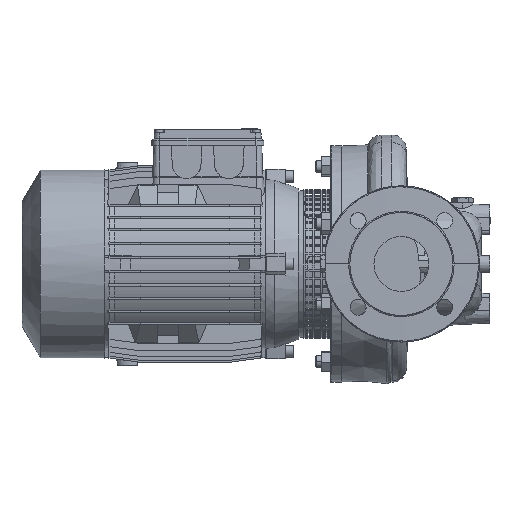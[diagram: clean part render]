
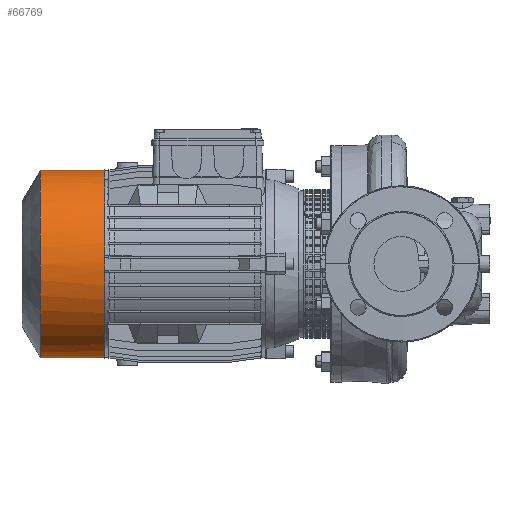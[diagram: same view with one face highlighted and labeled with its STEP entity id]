
A CAD part, left-side view. The second image highlights one B-rep face of the part: STEP entity #66769.
In plain terms, the highlighted cylindrical face has radius 111.3 mm (diameter 222.6 mm), a partial arc.
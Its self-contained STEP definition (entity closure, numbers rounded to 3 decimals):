
#631 = EDGE_CURVE ( 'NONE', #142120, #15374, #73183, .T. ) ;
#3923 = DIRECTION ( 'NONE',  ( 0., 0., 1. ) ) ;
#4804 = EDGE_CURVE ( 'NONE', #83079, #95240, #132034, .T. ) ;
#6557 = EDGE_CURVE ( 'NONE', #15374, #83079, #29284, .T. ) ;
#8298 = AXIS2_PLACEMENT_3D ( 'NONE', #165775, #178426, #54687 ) ;
#13790 = DIRECTION ( 'NONE',  ( 0., 0., 1. ) ) ;
#15374 = VERTEX_POINT ( 'NONE', #163805 ) ;
#15579 = DIRECTION ( 'NONE',  ( 0., 0., 1. ) ) ;
#16441 = ORIENTED_EDGE ( 'NONE', *, *, #6557, .F. ) ;
#17415 = EDGE_CURVE ( 'NONE', #111300, #87313, #113211, .T. ) ;
#22394 = CARTESIAN_POINT ( 'NONE',  ( 0., -111.3, -95. ) ) ;
#27498 = CARTESIAN_POINT ( 'NONE',  ( 0., 0., -191.8 ) ) ;
#29284 = CIRCLE ( 'NONE', #121605, 111.3 ) ;
#29727 = VERTEX_POINT ( 'NONE', #152765 ) ;
#31782 = CARTESIAN_POINT ( 'NONE',  ( 0., 0., -95. ) ) ;
#36373 = ORIENTED_EDGE ( 'NONE', *, *, #631, .F. ) ;
#36376 = CARTESIAN_POINT ( 'NONE',  ( -111.044, 7.543, -95. ) ) ;
#44446 = DIRECTION ( 'NONE',  ( 0., -1., 0. ) ) ;
#45311 = LINE ( 'NONE', #139323, #139605 ) ;
#51675 = EDGE_LOOP ( 'NONE', ( #168547, #123775, #169234, #134604, #57277, #94998, #16441, #36373 ) ) ;
#52681 = DIRECTION ( 'NONE',  ( 0., 0., 1. ) ) ;
#53227 = EDGE_CURVE ( 'NONE', #29727, #87313, #83187, .T. ) ;
#54687 = DIRECTION ( 'NONE',  ( 0., -1., 0. ) ) ;
#56918 = CARTESIAN_POINT ( 'NONE',  ( 0., 0., -95. ) ) ;
#56992 = AXIS2_PLACEMENT_3D ( 'NONE', #31782, #15579, #44446 ) ;
#57277 = ORIENTED_EDGE ( 'NONE', *, *, #115417, .F. ) ;
#61548 = CARTESIAN_POINT ( 'NONE',  ( -111.044, -7.543, -95. ) ) ;
#64888 = CARTESIAN_POINT ( 'NONE',  ( 0., -111.3, -171.176 ) ) ;
#66769 = ADVANCED_FACE ( 'NONE', ( #152136 ), #151240, .T. ) ;
#67968 = CARTESIAN_POINT ( 'NONE',  ( 0., 0., -171.176 ) ) ;
#69552 = DIRECTION ( 'NONE',  ( 0., 0., 1. ) ) ;
#73183 = CIRCLE ( 'NONE', #128035, 111.3 ) ;
#83079 = VERTEX_POINT ( 'NONE', #36376 ) ;
#83187 = CIRCLE ( 'NONE', #160670, 111.3 ) ;
#87313 = VERTEX_POINT ( 'NONE', #22394 ) ;
#90650 = CARTESIAN_POINT ( 'NONE',  ( 0., 0., -95. ) ) ;
#94116 = VERTEX_POINT ( 'NONE', #100835 ) ;
#94998 = ORIENTED_EDGE ( 'NONE', *, *, #4804, .F. ) ;
#95240 = VERTEX_POINT ( 'NONE', #61548 ) ;
#100835 = CARTESIAN_POINT ( 'NONE',  ( 0., 111.3, -171.176 ) ) ;
#106875 = EDGE_CURVE ( 'NONE', #94116, #142120, #45311, .T. ) ;
#107788 = DIRECTION ( 'NONE',  ( 0., -1., 0. ) ) ;
#111300 = VERTEX_POINT ( 'NONE', #64888 ) ;
#111479 = DIRECTION ( 'NONE',  ( 0., -1., 0. ) ) ;
#113211 = LINE ( 'NONE', #170922, #141914 ) ;
#115417 = EDGE_CURVE ( 'NONE', #95240, #29727, #120866, .T. ) ;
#120866 = CIRCLE ( 'NONE', #8298, 111.3 ) ;
#121605 = AXIS2_PLACEMENT_3D ( 'NONE', #90650, #52681, #107788 ) ;
#123092 = DIRECTION ( 'NONE',  ( 0., -1., 0. ) ) ;
#123141 = CARTESIAN_POINT ( 'NONE',  ( 0., 111.3, -95. ) ) ;
#123775 = ORIENTED_EDGE ( 'NONE', *, *, #155964, .T. ) ;
#128035 = AXIS2_PLACEMENT_3D ( 'NONE', #56918, #69552, #168870 ) ;
#128062 = CIRCLE ( 'NONE', #151137, 111.3 ) ;
#132034 = CIRCLE ( 'NONE', #56992, 111.3 ) ;
#133241 = DIRECTION ( 'NONE',  ( 0., -1., 0. ) ) ;
#134124 = CARTESIAN_POINT ( 'NONE',  ( 0., 0., -95. ) ) ;
#134604 = ORIENTED_EDGE ( 'NONE', *, *, #53227, .F. ) ;
#137514 = DIRECTION ( 'NONE',  ( 0., 0., 1. ) ) ;
#137685 = DIRECTION ( 'NONE',  ( 0., 0., 1. ) ) ;
#139323 = CARTESIAN_POINT ( 'NONE',  ( 0., 111.3, -191.8 ) ) ;
#139605 = VECTOR ( 'NONE', #137514, 1000. ) ;
#141914 = VECTOR ( 'NONE', #3923, 1000. ) ;
#142120 = VERTEX_POINT ( 'NONE', #123141 ) ;
#151137 = AXIS2_PLACEMENT_3D ( 'NONE', #67968, #13790, #123092 ) ;
#151240 = CYLINDRICAL_SURFACE ( 'NONE', #163853, 111.3 ) ;
#152136 = FACE_OUTER_BOUND ( 'NONE', #51675, .T. ) ;
#152765 = CARTESIAN_POINT ( 'NONE',  ( -7.543, -111.044, -95. ) ) ;
#155964 = EDGE_CURVE ( 'NONE', #94116, #111300, #128062, .T. ) ;
#160295 = DIRECTION ( 'NONE',  ( 0., 0., 1. ) ) ;
#160670 = AXIS2_PLACEMENT_3D ( 'NONE', #134124, #160295, #133241 ) ;
#163805 = CARTESIAN_POINT ( 'NONE',  ( -7.543, 111.044, -95. ) ) ;
#163853 = AXIS2_PLACEMENT_3D ( 'NONE', #27498, #137685, #111479 ) ;
#165775 = CARTESIAN_POINT ( 'NONE',  ( 0., 0., -95. ) ) ;
#168547 = ORIENTED_EDGE ( 'NONE', *, *, #106875, .F. ) ;
#168870 = DIRECTION ( 'NONE',  ( 0., -1., 0. ) ) ;
#169234 = ORIENTED_EDGE ( 'NONE', *, *, #17415, .T. ) ;
#170922 = CARTESIAN_POINT ( 'NONE',  ( 0., -111.3, -191.8 ) ) ;
#178426 = DIRECTION ( 'NONE',  ( 0., 0., 1. ) ) ;
